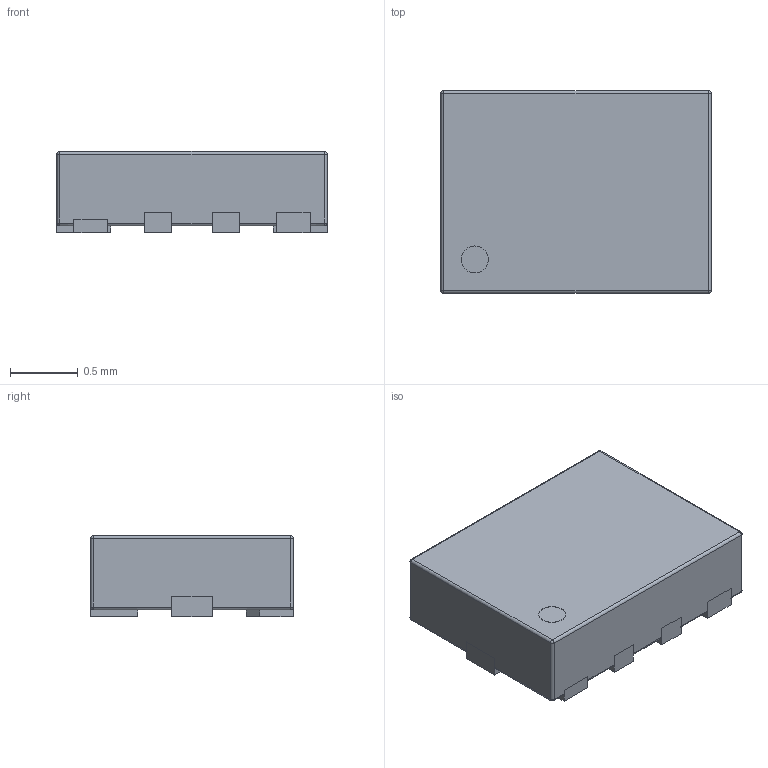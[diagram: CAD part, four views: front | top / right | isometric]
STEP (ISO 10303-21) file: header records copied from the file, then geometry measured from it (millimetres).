
FILE_DESCRIPTION(/* description */ (''),/* implementation_level */ '2;1');
FILE_NAME(/* name */ 'TI - UQFN-10 - RSE.step',/* time_stamp */ '2019-12-31T14:20:38+00:00',/* author */ (''),/* organization */ (''),/* preprocessor_version */ 'ST-DEVELOPER v18',/* originating_system */ 'Autodesk Translation Framework v8.12.0.6',/* authorisation */ '');
FILE_SCHEMA (('AUTOMOTIVE_DESIGN { 1 0 10303 214 3 1 1 }'));
Length unit declared in the file: millimetre
Products named in the file (1): TI - UQFN-10 - RSE
Bounding box: 2 x 1.5 x 0.6 mm (x, y, z)
Volume: 1.7 mm3; surface area: 10.3 mm2
Topology: 1 solids, 1 shells, 119 faces, 304 edges, 188 vertices
Faces by surface type: plane 88, cylinder 23, sphere 8
Full cylindrical faces by diameter (mm): 0.2 x1
Entity records: 3638 total; most frequent: CARTESIAN_POINT 612, DIRECTION 610, ORIENTED_EDGE 608, EDGE_CURVE 304, LINE 238, VECTOR 238, VERTEX_POINT 188, AXIS2_PLACEMENT_3D 186
